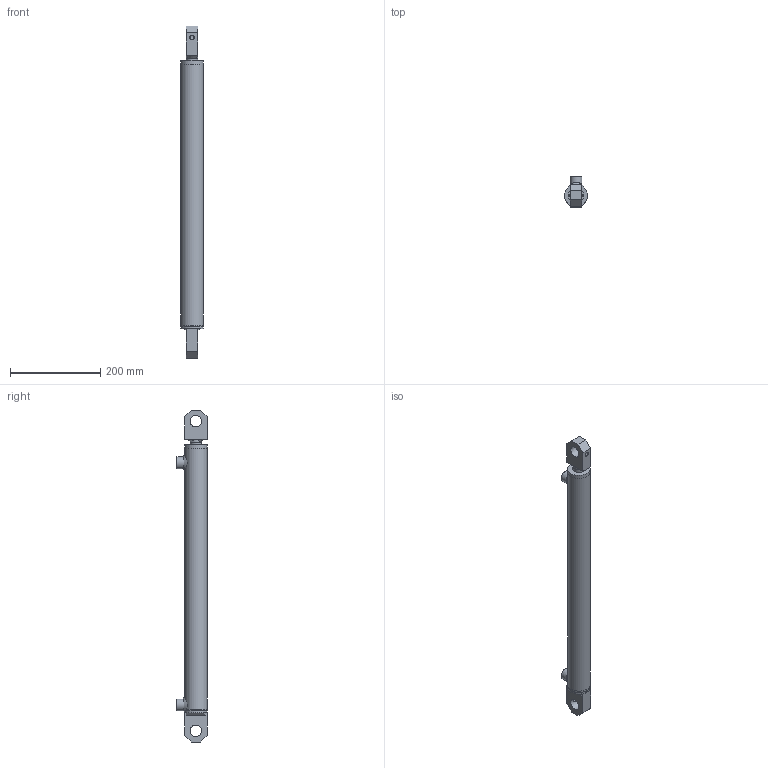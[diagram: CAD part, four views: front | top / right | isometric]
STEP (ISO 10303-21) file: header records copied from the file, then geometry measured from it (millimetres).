
FILE_DESCRIPTION(/* description */ (''),/* implementation_level */ '2;1');
FILE_NAME(/* name */ 'CY0400250500P25P25-1.stp',/* time_stamp */ '2025-12-11T13:22:24+01:00',/* author */ ('muc'),/* organization */ (''),/* preprocessor_version */ 'ST-DEVELOPER v20',/* originating_system */ 'Autodesk Inventor 2022',/* authorisation */ '');
FILE_SCHEMA (('AUTOMOTIVE_DESIGN { 1 0 10303 214 3 1 1 }'));
Length unit declared in the file: millimetre
Products named in the file (9): CY0400250500P25P25-1; CY0400250500P25P25-1_1; Rør; NBT005004025-1; Stok; NBPF00401615-1; NBF000040050; Endestykke 65X50X25 Ø25; NBBORSG3-8
Assembly tree (10 placements, depth 2):
  CY0400250500P25P25-1
    CY0400250500P25P25-1_1
    Rør
    NBT005004025-1
    Stok
    NBPF00401615-1
    NBF000040050
    Endestykke 65X50X25 Ø25  x2
    NBBORSG3-8  x2
Bounding box: 50 x 67 x 735 mm (x, y, z)
Volume: 903415.9 mm3; surface area: 278935.5 mm2
Topology: 14 solids, 14 shells, 150 faces, 297 edges, 190 vertices
Faces by surface type: plane 65, cylinder 51, cone 27, bspline 7
Full cylindrical faces by diameter (mm): 6 x2, 8.917 x2, 14.95 x2, 15 x1, 16 x2, 17 x3, 22.24 x1, 25 x4, 25.25 x2, 26 x4, 27 x1, 28 x1, 30 x1, 33 x1, 33.6 x1, 35 x1, 36 x2, 40 x7, 42 x1, 43.376 x1, 44 x1, 50 x3
Entity records: 16431 total; most frequent: CARTESIAN_POINT 13262, DIRECTION 617, ORIENTED_EDGE 518, AXIS2_PLACEMENT_3D 260, EDGE_CURVE 259, EDGE_LOOP 171, VERTEX_POINT 163, FACE_OUTER_BOUND 133
